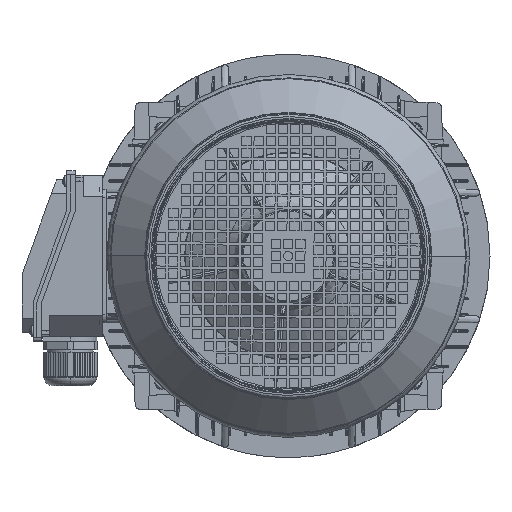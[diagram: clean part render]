
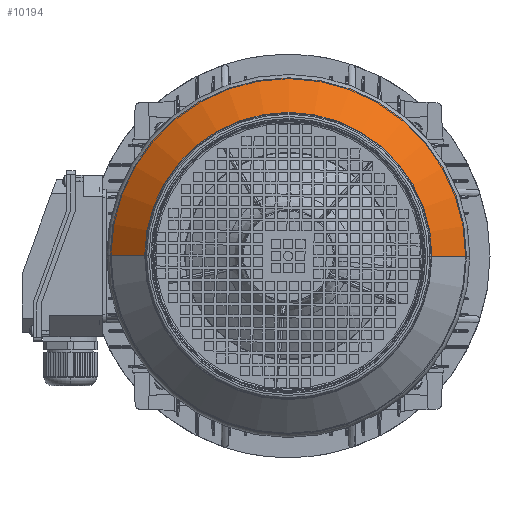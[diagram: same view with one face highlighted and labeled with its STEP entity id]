
A CAD part, left-side view. The second image highlights one B-rep face of the part: STEP entity #10194.
In plain terms, the highlighted conical face has half-angle 45 degrees and reference radius 124.586 mm.
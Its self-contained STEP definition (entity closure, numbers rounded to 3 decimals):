
#10187 = EDGE_CURVE ( 'NONE', #86010, #86013, #175975, .T. ) ;
#10194 = ADVANCED_FACE ( 'NONE', ( #176028 ), #176027, .T. ) ;
#10195 = EDGE_LOOP ( 'NONE', ( #10202, #10247, #10249, #10253 ) ) ;
#10202 = ORIENTED_EDGE ( 'NONE', *, *, #86009, .F. ) ;
#10247 = ORIENTED_EDGE ( 'NONE', *, *, #86043, .T. ) ;
#10249 = ORIENTED_EDGE ( 'NONE', *, *, #86145, .T. ) ;
#10253 = ORIENTED_EDGE ( 'NONE', *, *, #10187, .F. ) ;
#60840 = CARTESIAN_POINT ( 'NONE',  ( 131.429, 0., 154.571 ) ) ;
#60853 = CARTESIAN_POINT ( 'NONE',  ( 131.429, 0., -154.571 ) ) ;
#60856 = DIRECTION ( 'NONE',  ( -0.707, 0., -0.707 ) ) ;
#60857 = VECTOR ( 'NONE', #60856, 1000. ) ;
#60860 = CARTESIAN_POINT ( 'NONE',  ( 161.414, 0., -124.586 ) ) ;
#60861 = LINE ( 'NONE', #60860, #60857 ) ;
#60937 = CARTESIAN_POINT ( 'NONE',  ( 161.414, 0., 124.586 ) ) ;
#60939 = CARTESIAN_POINT ( 'NONE',  ( 161.414, 0., -124.586 ) ) ;
#60941 = DIRECTION ( 'NONE',  ( 0., 0., 1. ) ) ;
#60943 = DIRECTION ( 'NONE',  ( -1., 0., 0. ) ) ;
#60945 = CARTESIAN_POINT ( 'NONE',  ( 161.414, 0., 0. ) ) ;
#60947 = AXIS2_PLACEMENT_3D ( 'NONE', #60945, #60943, #60941 ) ;
#60959 = CIRCLE ( 'NONE', #60947, 124.586 ) ;
#61444 = DIRECTION ( 'NONE',  ( -0.707, 0., 0.707 ) ) ;
#61445 = VECTOR ( 'NONE', #61444, 1000. ) ;
#61447 = CARTESIAN_POINT ( 'NONE',  ( 161.414, 0., 124.586 ) ) ;
#61449 = LINE ( 'NONE', #61447, #61445 ) ;
#86009 = EDGE_CURVE ( 'NONE', #86044, #86010, #60861, .T. ) ;
#86010 = VERTEX_POINT ( 'NONE', #60853 ) ;
#86013 = VERTEX_POINT ( 'NONE', #60840 ) ;
#86043 = EDGE_CURVE ( 'NONE', #86044, #86045, #60959, .T. ) ;
#86044 = VERTEX_POINT ( 'NONE', #60939 ) ;
#86045 = VERTEX_POINT ( 'NONE', #60937 ) ;
#86145 = EDGE_CURVE ( 'NONE', #86045, #86013, #61449, .T. ) ;
#175972 = DIRECTION ( 'NONE',  ( -1., 0., 0. ) ) ;
#175973 = CARTESIAN_POINT ( 'NONE',  ( 131.429, 0., 0. ) ) ;
#175974 = AXIS2_PLACEMENT_3D ( 'NONE', #175973, #175972, #176039 ) ;
#175975 = CIRCLE ( 'NONE', #175974, 154.571 ) ;
#176016 = DIRECTION ( 'NONE',  ( 0., 0., 1. ) ) ;
#176018 = DIRECTION ( 'NONE',  ( -1., 0., 0. ) ) ;
#176019 = CARTESIAN_POINT ( 'NONE',  ( 161.414, 0., 0. ) ) ;
#176021 = AXIS2_PLACEMENT_3D ( 'NONE', #176019, #176018, #176016 ) ;
#176027 = CONICAL_SURFACE ( 'NONE', #176021, 124.586, 0.785 ) ;
#176028 = FACE_OUTER_BOUND ( 'NONE', #10195, .T. ) ;
#176039 = DIRECTION ( 'NONE',  ( 0., 0., 1. ) ) ;
